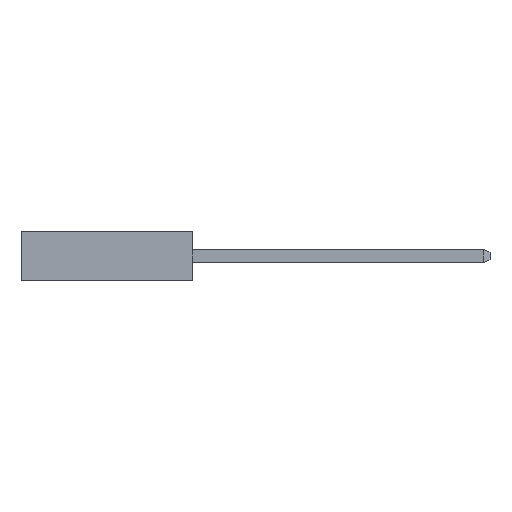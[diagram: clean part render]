
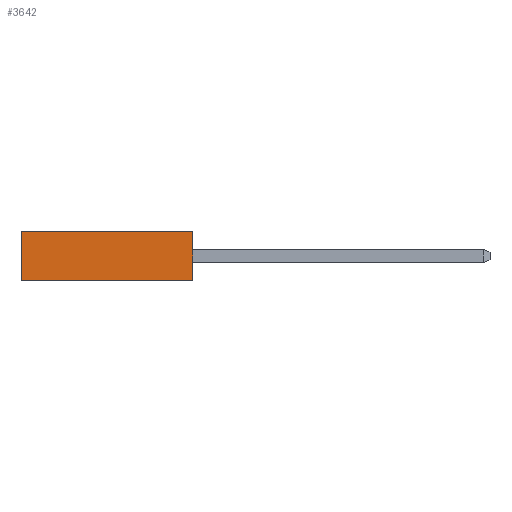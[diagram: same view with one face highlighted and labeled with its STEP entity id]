
A CAD part, left-side view. The second image highlights one B-rep face of the part: STEP entity #3642.
In plain terms, the highlighted planar face has unit normal (-1, 0, 0).
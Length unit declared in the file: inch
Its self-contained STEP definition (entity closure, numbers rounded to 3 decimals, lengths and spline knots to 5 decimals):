
#827=ORIENTED_EDGE('',*,*,#1500,.T.);
#828=ORIENTED_EDGE('',*,*,#1339,.F.);
#829=ORIENTED_EDGE('',*,*,#1521,.F.);
#830=ORIENTED_EDGE('',*,*,#1331,.T.);
#1331=EDGE_CURVE('',#1752,#1751,#2171,.T.);
#1339=EDGE_CURVE('',#1759,#1760,#2179,.T.);
#1500=EDGE_CURVE('',#1751,#1760,#2340,.T.);
#1521=EDGE_CURVE('',#1752,#1759,#2361,.T.);
#1751=VERTEX_POINT('',#5358);
#1752=VERTEX_POINT('',#5360);
#1759=VERTEX_POINT('',#5375);
#1760=VERTEX_POINT('',#5377);
#2171=LINE('',#5359,#2675);
#2179=LINE('',#5376,#2683);
#2340=LINE('',#5697,#2844);
#2361=LINE('',#5729,#2865);
#2675=VECTOR('',#4375,39.37008);
#2683=VECTOR('',#4385,39.37008);
#2844=VECTOR('',#4628,39.37008);
#2865=VECTOR('',#4671,39.37008);
#3046=EDGE_LOOP('',(#827,#828,#829,#830));
#3258=FACE_BOUND('',#3046,.T.);
#3460=PLANE('',#3851);
#3642=ADVANCED_FACE('',(#3258),#3460,.F.);
#3851=AXIS2_PLACEMENT_3D('',#5728,#4669,#4670);
#4375=DIRECTION('',(0.,-1.,0.));
#4385=DIRECTION('',(0.,-1.,0.));
#4628=DIRECTION('',(0.,0.,1.));
#4669=DIRECTION('',(1.,0.,0.));
#4670=DIRECTION('',(0.,0.,-1.));
#4671=DIRECTION('',(0.,0.,1.));
#5358=CARTESIAN_POINT('',(-0.51,0.,-0.0475));
#5359=CARTESIAN_POINT('',(-0.51,0.335,-0.0475));
#5360=CARTESIAN_POINT('',(-0.51,0.335,-0.0475));
#5375=CARTESIAN_POINT('',(-0.51,0.335,0.0475));
#5376=CARTESIAN_POINT('',(-0.51,0.335,0.0475));
#5377=CARTESIAN_POINT('',(-0.51,0.,0.0475));
#5697=CARTESIAN_POINT('',(-0.51,0.,-0.0475));
#5728=CARTESIAN_POINT('',(-0.51,0.335,-0.0475));
#5729=CARTESIAN_POINT('',(-0.51,0.335,-0.0475));
